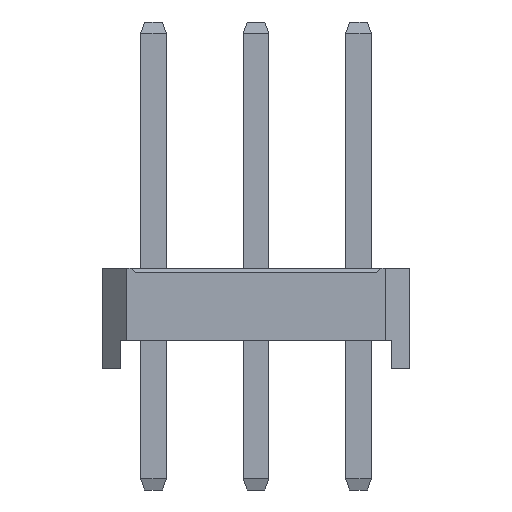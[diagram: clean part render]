
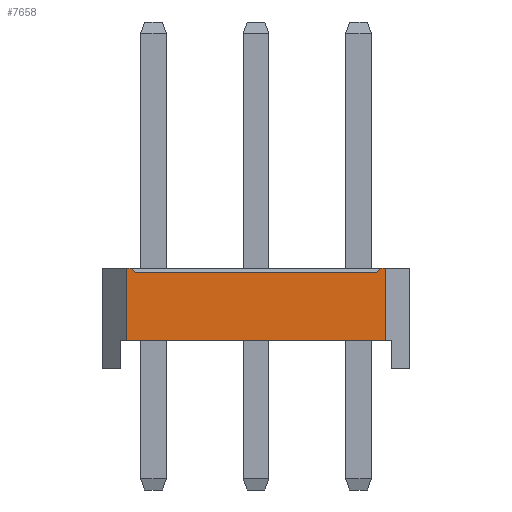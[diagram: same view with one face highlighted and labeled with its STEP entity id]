
A CAD part, left-side view. The second image highlights one B-rep face of the part: STEP entity #7658.
In plain terms, the highlighted planar face has unit normal (-1, 0, 0).
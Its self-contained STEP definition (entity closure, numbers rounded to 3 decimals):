
#7658=ADVANCED_FACE('',(#28889),#28891,.T.);
#28889=FACE_BOUND('',#28890,.T.);
#28890=EDGE_LOOP('',(#45235,#45236,#45237,#45238,#45239,#45240,#45241,#45242));
#28891=PLANE('',#28892);
#28892=AXIS2_PLACEMENT_3D('',#28893,#28894,#28895);
#28893=CARTESIAN_POINT('',(-1.27,5.75,0.));
#28894=DIRECTION('',(-1.,0.,0.));
#28895=DIRECTION('',(0.,-1.,0.));
#45235=ORIENTED_EDGE('',*,*,#55248,.F.);
#45236=ORIENTED_EDGE('',*,*,#55249,.T.);
#45237=ORIENTED_EDGE('',*,*,#55250,.F.);
#45238=ORIENTED_EDGE('',*,*,#52871,.F.);
#45239=ORIENTED_EDGE('',*,*,#55251,.F.);
#45240=ORIENTED_EDGE('',*,*,#52114,.T.);
#45241=ORIENTED_EDGE('',*,*,#55247,.T.);
#45242=ORIENTED_EDGE('',*,*,#52875,.F.);
#52114=EDGE_CURVE('',#57968,#57966,#57969,.T.);
#52871=EDGE_CURVE('',#59480,#59482,#59483,.T.);
#52875=EDGE_CURVE('',#59488,#59490,#59491,.T.);
#55247=EDGE_CURVE('',#57966,#59490,#63389,.T.);
#55248=EDGE_CURVE('',#63390,#59488,#63391,.F.);
#55249=EDGE_CURVE('',#63390,#63392,#63393,.T.);
#55250=EDGE_CURVE('',#59482,#63392,#63394,.F.);
#55251=EDGE_CURVE('',#57968,#59480,#63395,.T.);
#57966=VERTEX_POINT('',#67432);
#57968=VERTEX_POINT('',#67436);
#57969=LINE('',#67437,#67438);
#59480=VERTEX_POINT('',#70460);
#59482=VERTEX_POINT('',#70464);
#59483=LINE('',#70465,#70466);
#59488=VERTEX_POINT('',#70476);
#59490=VERTEX_POINT('',#70480);
#59491=LINE('',#70481,#70482);
#63389=LINE('',#79123,#79124);
#63390=VERTEX_POINT('',#79126);
#63391=LINE('',#79127,#79128);
#63392=VERTEX_POINT('',#79130);
#63393=LINE('',#79131,#79132);
#63394=LINE('',#79134,#79135);
#63395=LINE('',#79137,#79138);
#67432=CARTESIAN_POINT('',(-1.27,-0.67,0.7));
#67436=CARTESIAN_POINT('',(-1.27,5.75,0.7));
#67437=CARTESIAN_POINT('',(-1.27,5.75,0.7));
#67438=VECTOR('',#67439,1.);
#67439=DIRECTION('',(0.,-1.,0.));
#70460=CARTESIAN_POINT('',(-1.27,5.75,2.5));
#70464=CARTESIAN_POINT('',(-1.27,5.63,2.5));
#70465=CARTESIAN_POINT('',(-1.27,5.75,2.5));
#70466=VECTOR('',#70467,1.);
#70467=DIRECTION('',(0.,-1.,0.));
#70476=CARTESIAN_POINT('',(-1.27,-0.55,2.5));
#70480=CARTESIAN_POINT('',(-1.27,-0.67,2.5));
#70481=CARTESIAN_POINT('',(-1.27,-0.55,2.5));
#70482=VECTOR('',#70483,1.);
#70483=DIRECTION('',(0.,-1.,0.));
#79123=CARTESIAN_POINT('',(-1.27,-0.67,0.7));
#79124=VECTOR('',#79125,1.);
#79125=DIRECTION('',(0.,0.,1.));
#79126=CARTESIAN_POINT('',(-1.27,-0.45,2.4));
#79127=CARTESIAN_POINT('',(-1.27,-0.55,2.5));
#79128=VECTOR('',#79129,1.);
#79129=DIRECTION('',(0.,0.707,-0.707));
#79130=CARTESIAN_POINT('',(-1.27,5.53,2.4));
#79131=CARTESIAN_POINT('',(-1.27,-0.45,2.4));
#79132=VECTOR('',#79133,1.);
#79133=DIRECTION('',(0.,1.,0.));
#79134=CARTESIAN_POINT('',(-1.27,5.53,2.4));
#79135=VECTOR('',#79136,1.);
#79136=DIRECTION('',(0.,0.707,0.707));
#79137=CARTESIAN_POINT('',(-1.27,5.75,0.7));
#79138=VECTOR('',#79139,1.);
#79139=DIRECTION('',(0.,0.,1.));
